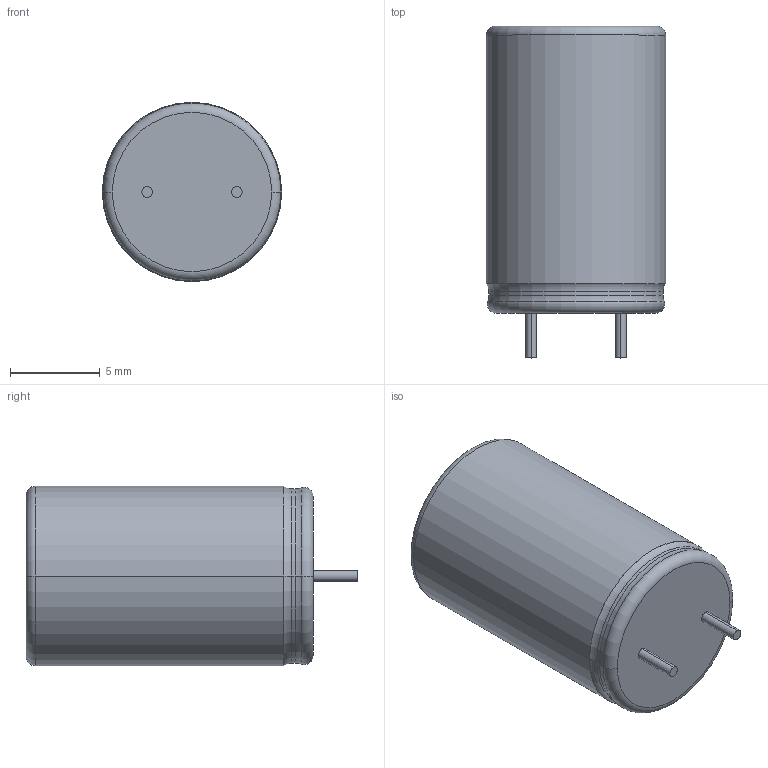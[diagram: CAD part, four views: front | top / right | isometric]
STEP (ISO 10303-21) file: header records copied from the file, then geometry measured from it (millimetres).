
FILE_DESCRIPTION (( 'STEP AP214' ), '1' );
FILE_NAME ('CAP electrolitico 10x16mm.STEP', '2022-01-21T16:23:02', ( '' ), ( '' ), 'SwSTEP 2.0', 'SolidWorks 2020', '' );
FILE_SCHEMA (( 'AUTOMOTIVE_DESIGN' ));
Length unit declared in the file: millimetre
Products named in the file (1): CAP electrolitico 10x16mm
Bounding box: 10 x 18.5 x 10 mm (x, y, z)
Volume: 1243.5 mm3; surface area: 659.4 mm2
Topology: 1 solids, 1 shells, 34 faces, 75 edges, 46 vertices
Faces by surface type: plane 14, cylinder 10, torus 10
Entity records: 1349 total; most frequent: DIRECTION 183, CARTESIAN_POINT 156, ORIENTED_EDGE 150, EDGE_CURVE 75, AXIS2_PLACEMENT_3D 73, VERTEX_POINT 46, CIRCLE 38, VECTOR 37
